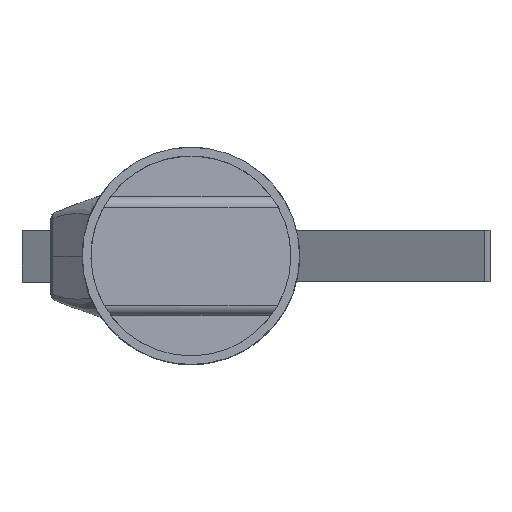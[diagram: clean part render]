
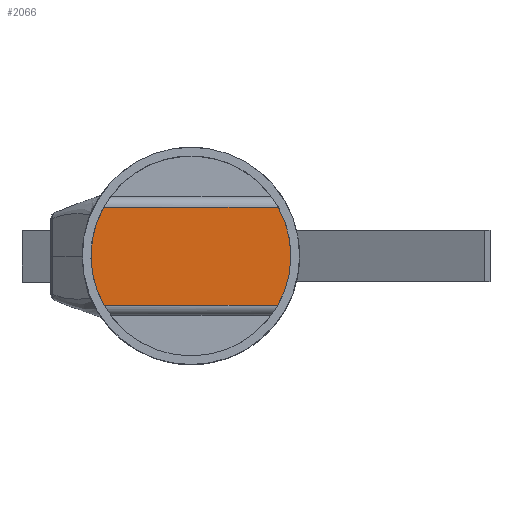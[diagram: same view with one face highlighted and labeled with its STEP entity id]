
A CAD part, top view. The second image highlights one B-rep face of the part: STEP entity #2066.
In plain terms, the highlighted planar face has unit normal (0, 0, 1).
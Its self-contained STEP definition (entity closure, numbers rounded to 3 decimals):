
#1249=FACE_OUTER_BOUND('',#3587,.T.);
#2066=ADVANCED_FACE('',(#1249),#2517,.F.);
#2517=PLANE('',#12495);
#3587=EDGE_LOOP('',(#5894,#5895,#5896,#5897));
#5894=ORIENTED_EDGE('',*,*,#8896,.T.);
#5895=ORIENTED_EDGE('',*,*,#8951,.F.);
#5896=ORIENTED_EDGE('',*,*,#8902,.T.);
#5897=ORIENTED_EDGE('',*,*,#8952,.F.);
#7547=VERTEX_POINT('',#21188);
#7548=VERTEX_POINT('',#21189);
#7553=VERTEX_POINT('',#21219);
#7554=VERTEX_POINT('',#21221);
#8896=EDGE_CURVE('',#7547,#7548,#9739,.T.);
#8902=EDGE_CURVE('',#7554,#7553,#9741,.T.);
#8951=EDGE_CURVE('',#7554,#7548,#10638,.T.);
#8952=EDGE_CURVE('',#7547,#7553,#10639,.T.);
#9739=CIRCLE('',#12463,29.);
#9741=CIRCLE('',#12465,29.);
#10638=LINE('',#22090,#11465);
#10639=LINE('',#22091,#11466);
#11465=VECTOR('',#14937,1.);
#11466=VECTOR('',#14938,1.);
#12463=AXIS2_PLACEMENT_3D('',#21187,#14854,#14855);
#12465=AXIS2_PLACEMENT_3D('',#21220,#14860,#14861);
#12495=AXIS2_PLACEMENT_3D('',#22092,#14939,#14940);
#14854=DIRECTION('',(0.,0.,1.));
#14855=DIRECTION('',(1.,0.,0.));
#14860=DIRECTION('',(0.,0.,1.));
#14861=DIRECTION('',(1.,0.,0.));
#14937=DIRECTION('',(1.,0.,0.));
#14938=DIRECTION('',(-1.,0.,0.));
#14939=DIRECTION('',(0.,0.,-1.));
#14940=DIRECTION('',(1.,0.,0.));
#21187=CARTESIAN_POINT('',(0.,0.,42.55));
#21188=CARTESIAN_POINT('',(25.271,-14.226,42.55));
#21189=CARTESIAN_POINT('',(25.271,14.226,42.55));
#21219=CARTESIAN_POINT('',(-25.271,-14.226,42.55));
#21220=CARTESIAN_POINT('',(0.,0.,42.55));
#21221=CARTESIAN_POINT('',(-25.271,14.226,42.55));
#22090=CARTESIAN_POINT('',(-31.5,14.226,42.55));
#22091=CARTESIAN_POINT('',(-31.5,-14.226,42.55));
#22092=CARTESIAN_POINT('',(-31.5,0.,42.55));
